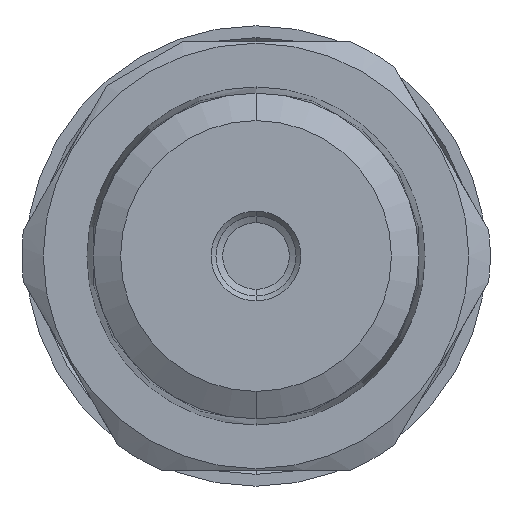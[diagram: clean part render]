
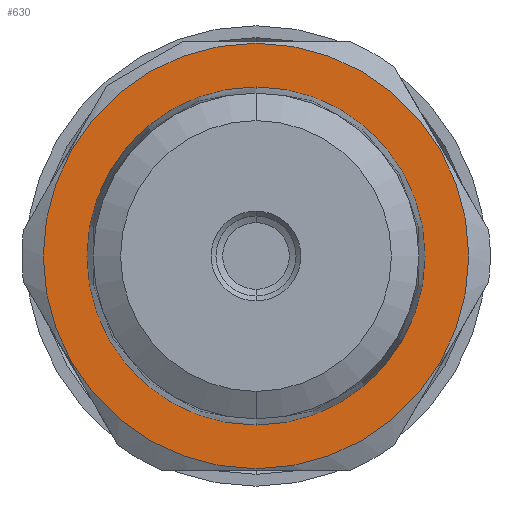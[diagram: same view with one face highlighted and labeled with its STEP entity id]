
A CAD part, front view. The second image highlights one B-rep face of the part: STEP entity #630.
In plain terms, the highlighted face is planar.
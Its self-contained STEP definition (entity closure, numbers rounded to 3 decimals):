
#2 = CARTESIAN_POINT ( 'NONE',  ( 33.5, 0., -10.65 ) ) ;
#320 = EDGE_CURVE ( 'NONE', #7472, #1780, #7137, .T. ) ;
#630 = ADVANCED_FACE ( 'NONE', ( #6462, #5081 ), #3316, .F. ) ;
#897 = VERTEX_POINT ( 'NONE', #5994 ) ;
#983 = DIRECTION ( 'NONE',  ( 0., 0., 1. ) ) ;
#990 = DIRECTION ( 'NONE',  ( -1., 0., 0. ) ) ;
#1004 = CARTESIAN_POINT ( 'NONE',  ( 33.5, 0., 0. ) ) ;
#1161 = AXIS2_PLACEMENT_3D ( 'NONE', #5074, #5102, #5100 ) ;
#1394 = ORIENTED_EDGE ( 'NONE', *, *, #320, .T. ) ;
#1780 = VERTEX_POINT ( 'NONE', #7523 ) ;
#2241 = AXIS2_PLACEMENT_3D ( 'NONE', #5968, #5876, #5949 ) ;
#2797 = VERTEX_POINT ( 'NONE', #5925 ) ;
#2858 = CIRCLE ( 'NONE', #2241, 13.4 ) ;
#2887 = ORIENTED_EDGE ( 'NONE', *, *, #3905, .F. ) ;
#3229 = DIRECTION ( 'NONE',  ( 0., 0., 1. ) ) ;
#3231 = DIRECTION ( 'NONE',  ( -1., 0., 0. ) ) ;
#3316 = PLANE ( 'NONE',  #7644 ) ;
#3463 = EDGE_LOOP ( 'NONE', ( #2887, #6048 ) ) ;
#3585 = CARTESIAN_POINT ( 'NONE',  ( 33.5, 13.4, 0. ) ) ;
#3627 = CIRCLE ( 'NONE', #5066, 10.65 ) ;
#3821 = EDGE_CURVE ( 'NONE', #897, #2797, #2858, .T. ) ;
#3905 = EDGE_CURVE ( 'NONE', #2797, #897, #4170, .T. ) ;
#4170 = CIRCLE ( 'NONE', #1161, 13.4 ) ;
#4924 = CARTESIAN_POINT ( 'NONE',  ( 33.5, 0., 0. ) ) ;
#4975 = DIRECTION ( 'NONE',  ( -1., 0., 0. ) ) ;
#5025 = DIRECTION ( 'NONE',  ( 0., 0., 1. ) ) ;
#5066 = AXIS2_PLACEMENT_3D ( 'NONE', #1004, #990, #983 ) ;
#5074 = CARTESIAN_POINT ( 'NONE',  ( 33.5, 0., 0. ) ) ;
#5081 = FACE_BOUND ( 'NONE', #5124, .T. ) ;
#5100 = DIRECTION ( 'NONE',  ( 0., 0., 1. ) ) ;
#5102 = DIRECTION ( 'NONE',  ( -1., 0., 0. ) ) ;
#5124 = EDGE_LOOP ( 'NONE', ( #7366, #1394 ) ) ;
#5234 = EDGE_CURVE ( 'NONE', #1780, #7472, #3627, .T. ) ;
#5876 = DIRECTION ( 'NONE',  ( -1., 0., 0. ) ) ;
#5925 = CARTESIAN_POINT ( 'NONE',  ( 33.5, 0., 13.4 ) ) ;
#5949 = DIRECTION ( 'NONE',  ( 0., 0., 1. ) ) ;
#5968 = CARTESIAN_POINT ( 'NONE',  ( 33.5, 0., 0. ) ) ;
#5994 = CARTESIAN_POINT ( 'NONE',  ( 33.5, 0., -13.4 ) ) ;
#6048 = ORIENTED_EDGE ( 'NONE', *, *, #3821, .F. ) ;
#6462 = FACE_OUTER_BOUND ( 'NONE', #3463, .T. ) ;
#7137 = CIRCLE ( 'NONE', #7458, 10.65 ) ;
#7366 = ORIENTED_EDGE ( 'NONE', *, *, #5234, .T. ) ;
#7458 = AXIS2_PLACEMENT_3D ( 'NONE', #4924, #4975, #5025 ) ;
#7472 = VERTEX_POINT ( 'NONE', #2 ) ;
#7523 = CARTESIAN_POINT ( 'NONE',  ( 33.5, 0., 10.65 ) ) ;
#7644 = AXIS2_PLACEMENT_3D ( 'NONE', #3585, #3231, #3229 ) ;
